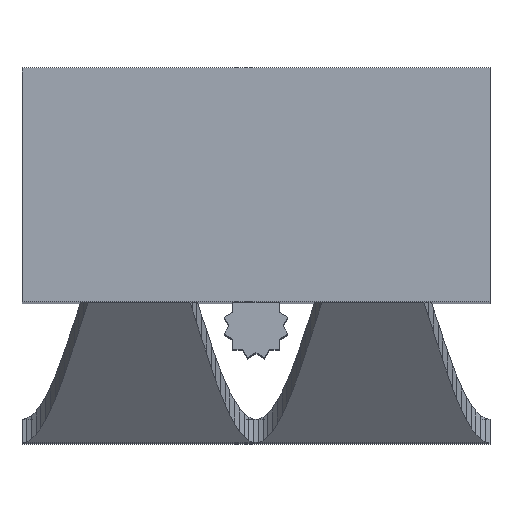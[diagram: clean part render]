
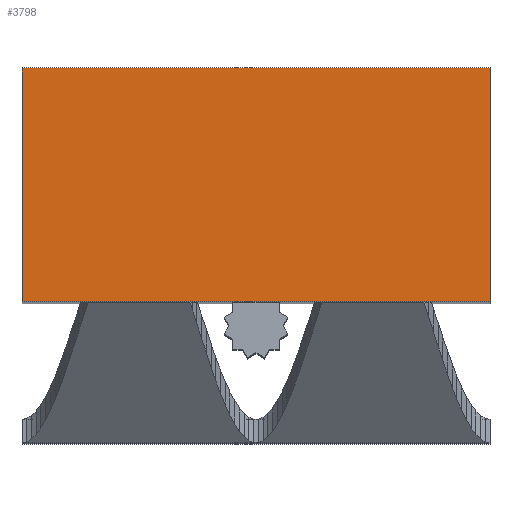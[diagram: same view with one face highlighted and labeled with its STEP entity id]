
A CAD part, top view. The second image highlights one B-rep face of the part: STEP entity #3798.
In plain terms, the highlighted planar face has unit normal (0, 0, 1).
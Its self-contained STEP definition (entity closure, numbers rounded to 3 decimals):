
#159 = PLANE('',#160);
#160 = AXIS2_PLACEMENT_3D('',#161,#162,#163);
#161 = CARTESIAN_POINT('',(-50.,-25.,-100.));
#162 = DIRECTION('',(0.,-1.,0.));
#163 = DIRECTION('',(1.,0.,0.));
#1107 = EDGE_CURVE('',#1108,#1110,#1112,.T.);
#1108 = VERTEX_POINT('',#1109);
#1109 = CARTESIAN_POINT('',(-50.,-25.,100.));
#1110 = VERTEX_POINT('',#1111);
#1111 = CARTESIAN_POINT('',(50.,-25.,100.));
#1112 = SURFACE_CURVE('',#1113,(#1117,#1124),.PCURVE_S1.);
#1113 = LINE('',#1114,#1115);
#1114 = CARTESIAN_POINT('',(-50.,-25.,100.));
#1115 = VECTOR('',#1116,1.);
#1116 = DIRECTION('',(1.,0.,0.));
#1117 = PCURVE('',#159,#1118);
#1118 = DEFINITIONAL_REPRESENTATION('',(#1119),#1123);
#1119 = LINE('',#1120,#1121);
#1120 = CARTESIAN_POINT('',(0.,200.));
#1121 = VECTOR('',#1122,1.);
#1122 = DIRECTION('',(1.,0.));
#1123 = ( GEOMETRIC_REPRESENTATION_CONTEXT(2) 
PARAMETRIC_REPRESENTATION_CONTEXT() REPRESENTATION_CONTEXT('2D SPACE',''
  ) );
#1124 = PCURVE('',#1125,#1130);
#1125 = PLANE('',#1126);
#1126 = AXIS2_PLACEMENT_3D('',#1127,#1128,#1129);
#1127 = CARTESIAN_POINT('',(-50.,25.,100.));
#1128 = DIRECTION('',(0.,0.,1.));
#1129 = DIRECTION('',(0.,-1.,0.));
#1130 = DEFINITIONAL_REPRESENTATION('',(#1131),#1135);
#1131 = LINE('',#1132,#1133);
#1132 = CARTESIAN_POINT('',(50.,0.));
#1133 = VECTOR('',#1134,1.);
#1134 = DIRECTION('',(0.,1.));
#1135 = ( GEOMETRIC_REPRESENTATION_CONTEXT(2) 
PARAMETRIC_REPRESENTATION_CONTEXT() REPRESENTATION_CONTEXT('2D SPACE',''
  ) );
#1153 = PLANE('',#1154);
#1154 = AXIS2_PLACEMENT_3D('',#1155,#1156,#1157);
#1155 = CARTESIAN_POINT('',(-50.,25.,-100.));
#1156 = DIRECTION('',(1.,0.,0.));
#1157 = DIRECTION('',(0.,-1.,0.));
#1314 = PLANE('',#1315);
#1315 = AXIS2_PLACEMENT_3D('',#1316,#1317,#1318);
#1316 = CARTESIAN_POINT('',(50.,25.,-100.));
#1317 = DIRECTION('',(1.,0.,0.));
#1318 = DIRECTION('',(0.,-1.,0.));
#3798 = ADVANCED_FACE('',(#3799),#1125,.T.);
#3799 = FACE_BOUND('',#3800,.T.);
#3800 = EDGE_LOOP('',(#3801,#3831,#3852,#3853));
#3801 = ORIENTED_EDGE('',*,*,#3802,.F.);
#3802 = EDGE_CURVE('',#3803,#3805,#3807,.T.);
#3803 = VERTEX_POINT('',#3804);
#3804 = CARTESIAN_POINT('',(-50.,25.,100.));
#3805 = VERTEX_POINT('',#3806);
#3806 = CARTESIAN_POINT('',(50.,25.,100.));
#3807 = SURFACE_CURVE('',#3808,(#3812,#3819),.PCURVE_S1.);
#3808 = LINE('',#3809,#3810);
#3809 = CARTESIAN_POINT('',(-50.,25.,100.));
#3810 = VECTOR('',#3811,1.);
#3811 = DIRECTION('',(1.,0.,0.));
#3812 = PCURVE('',#1125,#3813);
#3813 = DEFINITIONAL_REPRESENTATION('',(#3814),#3818);
#3814 = LINE('',#3815,#3816);
#3815 = CARTESIAN_POINT('',(0.,0.));
#3816 = VECTOR('',#3817,1.);
#3817 = DIRECTION('',(0.,1.));
#3818 = ( GEOMETRIC_REPRESENTATION_CONTEXT(2) 
PARAMETRIC_REPRESENTATION_CONTEXT() REPRESENTATION_CONTEXT('2D SPACE',''
  ) );
#3819 = PCURVE('',#3820,#3825);
#3820 = PLANE('',#3821);
#3821 = AXIS2_PLACEMENT_3D('',#3822,#3823,#3824);
#3822 = CARTESIAN_POINT('',(-50.,25.,-100.));
#3823 = DIRECTION('',(0.,-1.,0.));
#3824 = DIRECTION('',(1.,0.,0.));
#3825 = DEFINITIONAL_REPRESENTATION('',(#3826),#3830);
#3826 = LINE('',#3827,#3828);
#3827 = CARTESIAN_POINT('',(0.,200.));
#3828 = VECTOR('',#3829,1.);
#3829 = DIRECTION('',(1.,0.));
#3830 = ( GEOMETRIC_REPRESENTATION_CONTEXT(2) 
PARAMETRIC_REPRESENTATION_CONTEXT() REPRESENTATION_CONTEXT('2D SPACE',''
  ) );
#3831 = ORIENTED_EDGE('',*,*,#3832,.T.);
#3832 = EDGE_CURVE('',#3803,#1108,#3833,.T.);
#3833 = SURFACE_CURVE('',#3834,(#3838,#3845),.PCURVE_S1.);
#3834 = LINE('',#3835,#3836);
#3835 = CARTESIAN_POINT('',(-50.,25.,100.));
#3836 = VECTOR('',#3837,1.);
#3837 = DIRECTION('',(0.,-1.,0.));
#3838 = PCURVE('',#1125,#3839);
#3839 = DEFINITIONAL_REPRESENTATION('',(#3840),#3844);
#3840 = LINE('',#3841,#3842);
#3841 = CARTESIAN_POINT('',(0.,0.));
#3842 = VECTOR('',#3843,1.);
#3843 = DIRECTION('',(1.,0.));
#3844 = ( GEOMETRIC_REPRESENTATION_CONTEXT(2) 
PARAMETRIC_REPRESENTATION_CONTEXT() REPRESENTATION_CONTEXT('2D SPACE',''
  ) );
#3845 = PCURVE('',#1153,#3846);
#3846 = DEFINITIONAL_REPRESENTATION('',(#3847),#3851);
#3847 = LINE('',#3848,#3849);
#3848 = CARTESIAN_POINT('',(0.,-200.));
#3849 = VECTOR('',#3850,1.);
#3850 = DIRECTION('',(1.,0.));
#3851 = ( GEOMETRIC_REPRESENTATION_CONTEXT(2) 
PARAMETRIC_REPRESENTATION_CONTEXT() REPRESENTATION_CONTEXT('2D SPACE',''
  ) );
#3852 = ORIENTED_EDGE('',*,*,#1107,.T.);
#3853 = ORIENTED_EDGE('',*,*,#3854,.F.);
#3854 = EDGE_CURVE('',#3805,#1110,#3855,.T.);
#3855 = SURFACE_CURVE('',#3856,(#3860,#3867),.PCURVE_S1.);
#3856 = LINE('',#3857,#3858);
#3857 = CARTESIAN_POINT('',(50.,25.,100.));
#3858 = VECTOR('',#3859,1.);
#3859 = DIRECTION('',(0.,-1.,0.));
#3860 = PCURVE('',#1125,#3861);
#3861 = DEFINITIONAL_REPRESENTATION('',(#3862),#3866);
#3862 = LINE('',#3863,#3864);
#3863 = CARTESIAN_POINT('',(0.,100.));
#3864 = VECTOR('',#3865,1.);
#3865 = DIRECTION('',(1.,0.));
#3866 = ( GEOMETRIC_REPRESENTATION_CONTEXT(2) 
PARAMETRIC_REPRESENTATION_CONTEXT() REPRESENTATION_CONTEXT('2D SPACE',''
  ) );
#3867 = PCURVE('',#1314,#3868);
#3868 = DEFINITIONAL_REPRESENTATION('',(#3869),#3873);
#3869 = LINE('',#3870,#3871);
#3870 = CARTESIAN_POINT('',(0.,-200.));
#3871 = VECTOR('',#3872,1.);
#3872 = DIRECTION('',(1.,0.));
#3873 = ( GEOMETRIC_REPRESENTATION_CONTEXT(2) 
PARAMETRIC_REPRESENTATION_CONTEXT() REPRESENTATION_CONTEXT('2D SPACE',''
  ) );
